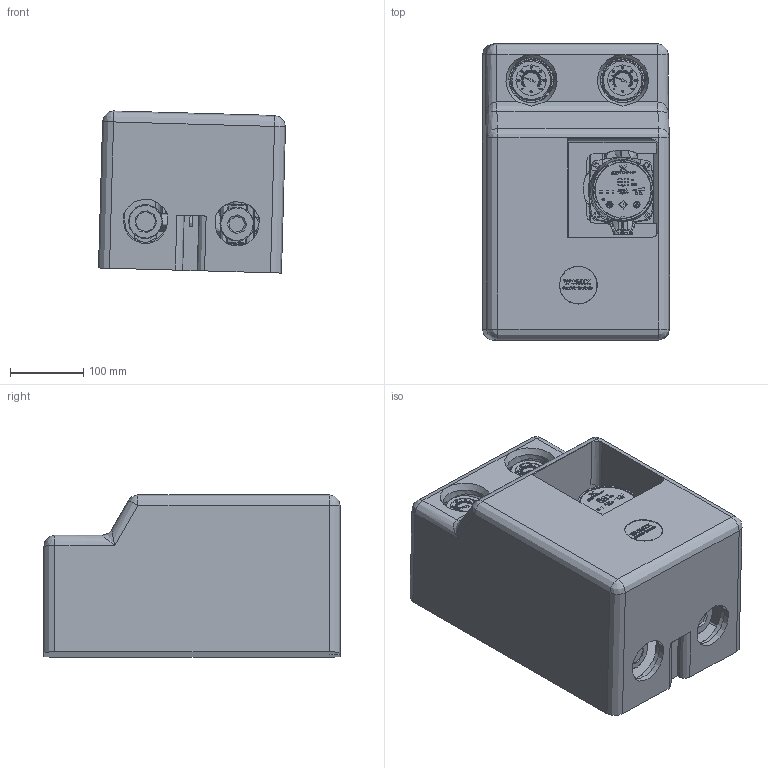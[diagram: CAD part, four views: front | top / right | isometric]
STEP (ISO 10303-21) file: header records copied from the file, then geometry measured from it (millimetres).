
FILE_DESCRIPTION(/* description */ (''),/* implementation_level */ '2;1');
FILE_NAME(/* name */ 'SMT125-DN25_Grundfos.stp',/* time_stamp */ '2015-11-26T21:39:53+01:00',/* author */ ('ARTUR'),/* organization */ (''),/* preprocessor_version */ 'ST-DEVELOPER v15.6',/* originating_system */ 'Autodesk Inventor 2015',/* authorisation */ '');
FILE_SCHEMA (('CONFIG_CONTROL_DESIGN'));
Products named in the file (1): SMT125-DN25_Grundfos
Bounding box: 255.49 x 405 x 221.48 mm (x, y, z)
Volume: 10694791.9 mm3; surface area: 1170245.3 mm2
Topology: 1 solids, 1 shells, 4639 faces, 12776 edges, 8295 vertices
Faces by surface type: plane 2644, cylinder 878, bspline 851, cone 136, torus 67, sphere 63
Full cylindrical faces by diameter (mm): 2.5 x4, 4.917 x6, 6.5 x2, 8.5 x5, 9 x1, 10 x4, 12 x2, 13 x2, 13.654 x2, 20 x1, 22 x2, 24.624 x1, 25 x2, 26.8 x1, 27 x1, 29 x1, 30 x3, 33 x5, 35 x2, 40 x4, 42 x3, 42.5 x2, 45 x1, 47 x3, 47.8 x2, 52 x3, 56 x2, 62 x2
Entity records: 176828 total; most frequent: CARTESIAN_POINT 61494, ORIENTED_EDGE 25000, DIRECTION 20341, EDGE_CURVE 12500, VERTEX_POINT 8221, LINE 8173, VECTOR 8173, AXIS2_PLACEMENT_3D 6084
